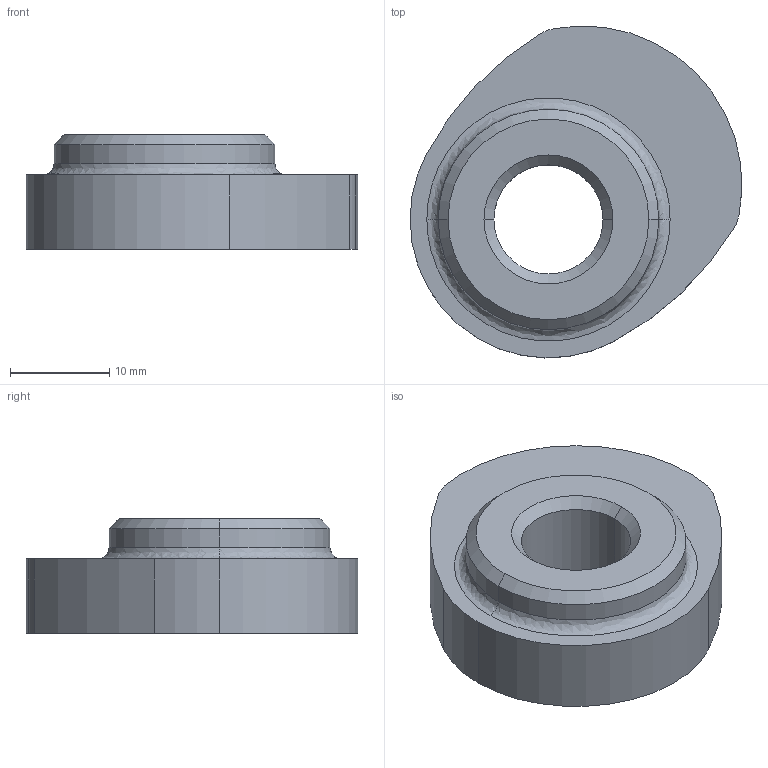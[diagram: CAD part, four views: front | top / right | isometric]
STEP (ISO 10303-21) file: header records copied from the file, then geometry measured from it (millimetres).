
FILE_DESCRIPTION (( 'STEP AP214' ), '1' );
FILE_NAME ('DR4040.STEP', '2017-10-25T16:18:40', ( 'Accounting' ), ( 'Microsoft' ), 'SwSTEP 2.0', 'SolidWorks 2017', '' );
FILE_SCHEMA (( 'AUTOMOTIVE_DESIGN' ));
Length unit declared in the file: millimetre
Products named in the file (1): DR4040
Bounding box: 33.45 x 33.44 x 11.55 mm (x, y, z)
Volume: 6619.3 mm3; surface area: 2963.7 mm2
Topology: 1 solids, 1 shells, 26 faces, 57 edges, 36 vertices
Faces by surface type: cylinder 15, plane 5, cone 4, bspline 2
Entity records: 1261 total; most frequent: CARTESIAN_POINT 340, DIRECTION 141, ORIENTED_EDGE 114, AXIS2_PLACEMENT_3D 61, EDGE_CURVE 57, CIRCLE 36, VERTEX_POINT 36, EDGE_LOOP 31
